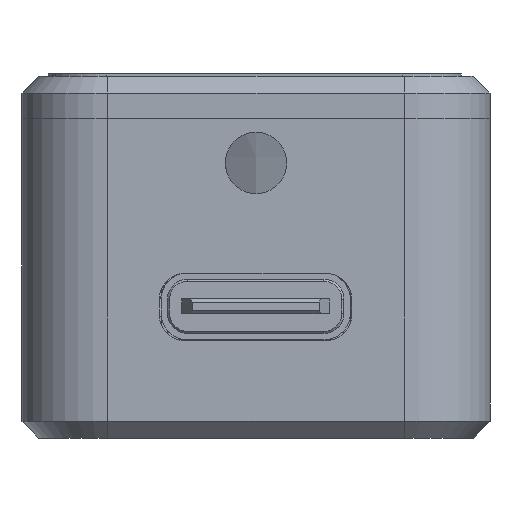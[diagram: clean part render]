
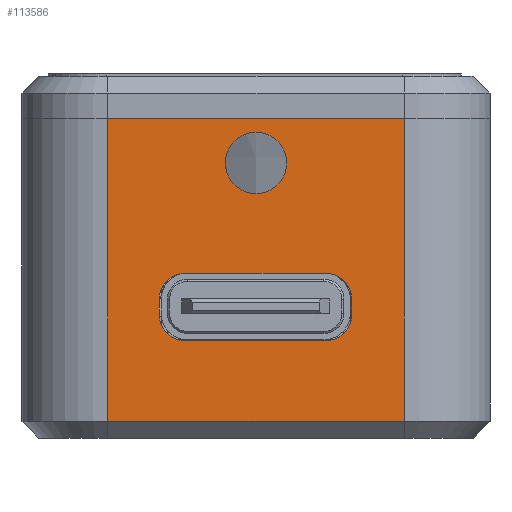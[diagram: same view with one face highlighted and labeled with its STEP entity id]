
A CAD part, left-side view. The second image highlights one B-rep face of the part: STEP entity #113586.
In plain terms, the highlighted planar face has unit normal (-1, 0, 0).
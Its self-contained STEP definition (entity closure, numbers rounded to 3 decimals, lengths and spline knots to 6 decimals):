
#12095=LINE('',#191146,#24146);
#12136=LINE('',#191248,#24187);
#12138=LINE('',#191252,#24189);
#12173=LINE('',#191343,#24224);
#12200=LINE('',#191408,#24251);
#12202=LINE('',#191415,#24253);
#12203=LINE('',#191420,#24254);
#12204=LINE('',#191422,#24255);
#24146=VECTOR('',#145706,1.);
#24187=VECTOR('',#145771,1.);
#24189=VECTOR('',#145775,1.);
#24224=VECTOR('',#145852,1.);
#24251=VECTOR('',#145901,1.);
#24253=VECTOR('',#145909,1.);
#24254=VECTOR('',#145916,1.);
#24255=VECTOR('',#145917,1.);
#52519=ORIENTED_EDGE('',*,*,#73810,.F.);
#52520=ORIENTED_EDGE('',*,*,#73726,.F.);
#52521=ORIENTED_EDGE('',*,*,#73811,.T.);
#52522=ORIENTED_EDGE('',*,*,#73812,.T.);
#52523=ORIENTED_EDGE('',*,*,#73813,.T.);
#52524=ORIENTED_EDGE('',*,*,#73728,.T.);
#52525=ORIENTED_EDGE('',*,*,#73814,.T.);
#52526=ORIENTED_EDGE('',*,*,#73775,.F.);
#52527=ORIENTED_EDGE('',*,*,#73815,.T.);
#52528=ORIENTED_EDGE('',*,*,#73808,.F.);
#52529=ORIENTED_EDGE('',*,*,#73816,.T.);
#52530=ORIENTED_EDGE('',*,*,#73817,.T.);
#52531=ORIENTED_EDGE('',*,*,#73677,.F.);
#73677=EDGE_CURVE('',#86157,#86150,#12095,.T.);
#73726=EDGE_CURVE('',#86206,#86207,#12136,.T.);
#73728=EDGE_CURVE('',#86208,#86209,#12138,.T.);
#73775=EDGE_CURVE('',#86243,#86244,#12173,.T.);
#73808=EDGE_CURVE('',#86269,#86157,#12200,.T.);
#73810=EDGE_CURVE('',#86270,#86270,#91259,.T.);
#73811=EDGE_CURVE('',#86206,#86271,#91260,.F.);
#73812=EDGE_CURVE('',#86271,#86272,#12202,.T.);
#73813=EDGE_CURVE('',#86272,#86208,#91261,.F.);
#73814=EDGE_CURVE('',#86209,#86244,#91262,.F.);
#73815=EDGE_CURVE('',#86243,#86207,#91263,.F.);
#73816=EDGE_CURVE('',#86269,#86273,#12203,.T.);
#73817=EDGE_CURVE('',#86273,#86150,#12204,.T.);
#86150=VERTEX_POINT('',#191132);
#86157=VERTEX_POINT('',#191145);
#86206=VERTEX_POINT('',#191247);
#86207=VERTEX_POINT('',#191249);
#86208=VERTEX_POINT('',#191253);
#86209=VERTEX_POINT('',#191254);
#86243=VERTEX_POINT('',#191344);
#86244=VERTEX_POINT('',#191345);
#86269=VERTEX_POINT('',#191407);
#86270=VERTEX_POINT('',#191412);
#86271=VERTEX_POINT('',#191414);
#86272=VERTEX_POINT('',#191416);
#86273=VERTEX_POINT('',#191421);
#91259=CIRCLE('',#123039,0.00145);
#91260=CIRCLE('',#123040,0.00125);
#91261=CIRCLE('',#123041,0.00125);
#91262=CIRCLE('',#123042,0.00125);
#91263=CIRCLE('',#123043,0.00125);
#96154=EDGE_LOOP('',(#52519));
#96155=EDGE_LOOP('',(#52520,#52521,#52522,#52523,#52524,#52525,#52526,#52527));
#96156=EDGE_LOOP('',(#52528,#52529,#52530,#52531));
#102843=FACE_BOUND('',#96154,.T.);
#102844=FACE_BOUND('',#96155,.T.);
#102845=FACE_BOUND('',#96156,.T.);
#107456=PLANE('',#123038);
#113586=ADVANCED_FACE('',(#102843,#102844,#102845),#107456,.T.);
#123038=AXIS2_PLACEMENT_3D('',#191410,#145903,#145904);
#123039=AXIS2_PLACEMENT_3D('',#191411,#145905,#145906);
#123040=AXIS2_PLACEMENT_3D('',#191413,#145907,#145908);
#123041=AXIS2_PLACEMENT_3D('',#191417,#145910,#145911);
#123042=AXIS2_PLACEMENT_3D('',#191418,#145912,#145913);
#123043=AXIS2_PLACEMENT_3D('',#191419,#145914,#145915);
#145706=DIRECTION('',(0.,-1.,0.));
#145771=DIRECTION('',(0.,0.,-1.));
#145775=DIRECTION('',(0.,0.,-1.));
#145852=DIRECTION('',(0.,-1.,0.));
#145901=DIRECTION('',(0.,0.,1.));
#145903=DIRECTION('',(-1.,0.,0.));
#145904=DIRECTION('',(0.,0.,1.));
#145905=DIRECTION('',(-1.,0.,0.));
#145906=DIRECTION('',(0.,0.,1.));
#145907=DIRECTION('',(-1.,0.,0.));
#145908=DIRECTION('',(0.,0.,1.));
#145909=DIRECTION('',(0.,-1.,0.));
#145910=DIRECTION('',(-1.,0.,0.));
#145911=DIRECTION('',(0.,0.,1.));
#145912=DIRECTION('',(-1.,0.,0.));
#145913=DIRECTION('',(0.,0.,1.));
#145914=DIRECTION('',(-1.,0.,0.));
#145915=DIRECTION('',(0.,0.,1.));
#145916=DIRECTION('',(0.,-1.,0.));
#145917=DIRECTION('',(0.,0.,1.));
#191132=CARTESIAN_POINT('',(-0.03205,-0.007,0.0121));
#191145=CARTESIAN_POINT('',(-0.03205,0.007,0.0121));
#191146=CARTESIAN_POINT('',(-0.03205,-0.00576,0.0121));
#191247=CARTESIAN_POINT('',(-0.03205,0.00457,0.00355));
#191248=CARTESIAN_POINT('',(-0.03205,0.00457,0.0121));
#191249=CARTESIAN_POINT('',(-0.03205,0.00457,0.00285));
#191252=CARTESIAN_POINT('',(-0.03205,-0.00452,0.0121));
#191253=CARTESIAN_POINT('',(-0.03205,-0.00452,0.00355));
#191254=CARTESIAN_POINT('',(-0.03205,-0.00452,0.00285));
#191343=CARTESIAN_POINT('',(-0.03205,0.000025,0.0016));
#191344=CARTESIAN_POINT('',(-0.03205,0.00332,0.0016));
#191345=CARTESIAN_POINT('',(-0.03205,-0.00327,0.0016));
#191407=CARTESIAN_POINT('',(-0.03205,0.007,-0.0022));
#191408=CARTESIAN_POINT('',(-0.03205,0.007,0.));
#191410=CARTESIAN_POINT('',(-0.03205,0.000025,0.));
#191411=CARTESIAN_POINT('',(-0.03205,0.,0.01));
#191412=CARTESIAN_POINT('',(-0.03205,0.,0.01145));
#191413=CARTESIAN_POINT('',(-0.03205,0.00332,0.00355));
#191414=CARTESIAN_POINT('',(-0.03205,0.00332,0.0048));
#191415=CARTESIAN_POINT('',(-0.03205,0.000025,0.0048));
#191416=CARTESIAN_POINT('',(-0.03205,-0.00327,0.0048));
#191417=CARTESIAN_POINT('',(-0.03205,-0.00327,0.00355));
#191418=CARTESIAN_POINT('',(-0.03205,-0.00327,0.00285));
#191419=CARTESIAN_POINT('',(-0.03205,0.00332,0.00285));
#191420=CARTESIAN_POINT('',(-0.03205,-0.007,-0.0022));
#191421=CARTESIAN_POINT('',(-0.03205,-0.007,-0.0022));
#191422=CARTESIAN_POINT('',(-0.03205,-0.007,0.));
